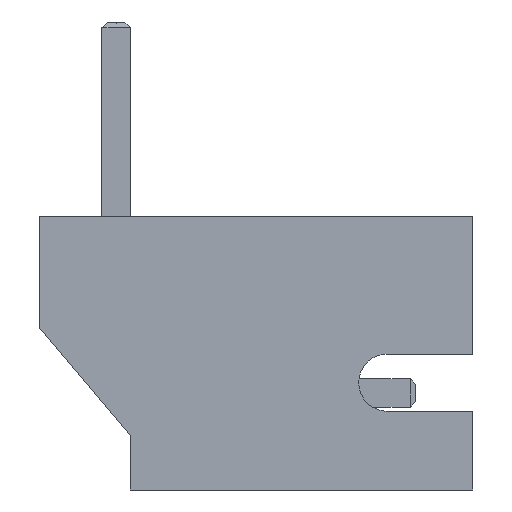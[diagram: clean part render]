
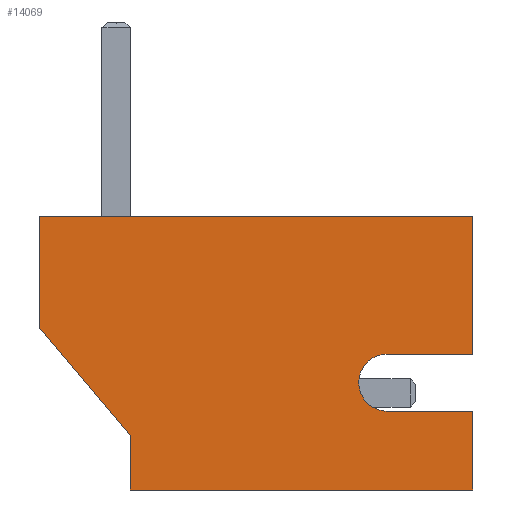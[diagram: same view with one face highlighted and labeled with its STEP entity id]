
A CAD part, left-side view. The second image highlights one B-rep face of the part: STEP entity #14069.
In plain terms, the highlighted planar face has unit normal (-1, 0, 0).
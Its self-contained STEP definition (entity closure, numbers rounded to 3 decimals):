
#451 = CARTESIAN_POINT ( 'NONE',  ( -1.95, 0., 1.35 ) ) ;
#713 = EDGE_CURVE ( 'NONE', #23938, #23983, #14650, .T. ) ;
#728 = DIRECTION ( 'NONE',  ( 0., 1., 0. ) ) ;
#971 = DIRECTION ( 'NONE',  ( 0., 0.765, -0.644 ) ) ;
#1532 = CARTESIAN_POINT ( 'NONE',  ( -1.95, 3.85, -0.25 ) ) ;
#1875 = ORIENTED_EDGE ( 'NONE', *, *, #3054, .F. ) ;
#2182 = EDGE_CURVE ( 'NONE', #11760, #17540, #11168, .T. ) ;
#2209 = FACE_OUTER_BOUND ( 'NONE', #6499, .T. ) ;
#2381 = EDGE_CURVE ( 'NONE', #7560, #13035, #21635, .T. ) ;
#3054 = EDGE_CURVE ( 'NONE', #17540, #7560, #4758, .T. ) ;
#3124 = CARTESIAN_POINT ( 'NONE',  ( -1.95, 2.42, -6.25 ) ) ;
#3532 = CARTESIAN_POINT ( 'NONE',  ( -1.95, 1.95, 1.35 ) ) ;
#3615 = ORIENTED_EDGE ( 'NONE', *, *, #16467, .T. ) ;
#3795 = CARTESIAN_POINT ( 'NONE',  ( -1.95, 4.8, -6.25 ) ) ;
#4272 = DIRECTION ( 'NONE',  ( -1., 0., 0. ) ) ;
#4416 = VECTOR ( 'NONE', #16417, 1000. ) ;
#4575 = ORIENTED_EDGE ( 'NONE', *, *, #18433, .T. ) ;
#4585 = DIRECTION ( 'NONE',  ( 0., 1., 0. ) ) ;
#4758 = LINE ( 'NONE', #19231, #15573 ) ;
#4917 = CARTESIAN_POINT ( 'NONE',  ( -1.95, 0., -6.25 ) ) ;
#5290 = ORIENTED_EDGE ( 'NONE', *, *, #5903, .F. ) ;
#5756 = CARTESIAN_POINT ( 'NONE',  ( -1.95, 4.8, -6.25 ) ) ;
#5826 = CARTESIAN_POINT ( 'NONE',  ( -1.95, 2.42, -6.25 ) ) ;
#5887 = DIRECTION ( 'NONE',  ( 0., 0., 1. ) ) ;
#5903 = EDGE_CURVE ( 'NONE', #23938, #8424, #22293, .T. ) ;
#6088 = ORIENTED_EDGE ( 'NONE', *, *, #2381, .F. ) ;
#6099 = PLANE ( 'NONE',  #22130 ) ;
#6188 = ORIENTED_EDGE ( 'NONE', *, *, #9500, .T. ) ;
#6498 = LINE ( 'NONE', #451, #21326 ) ;
#6499 = EDGE_LOOP ( 'NONE', ( #6088, #1875, #14708, #14085, #5290, #9245, #4575, #6188, #3615, #7071 ) ) ;
#6513 = AXIS2_PLACEMENT_3D ( 'NONE', #18967, #4272, #728 ) ;
#6674 = LINE ( 'NONE', #16300, #4416 ) ;
#6924 = VECTOR ( 'NONE', #23516, 1000. ) ;
#7071 = ORIENTED_EDGE ( 'NONE', *, *, #22686, .F. ) ;
#7077 = CARTESIAN_POINT ( 'NONE',  ( -1.95, 3.42, -6.25 ) ) ;
#7560 = VERTEX_POINT ( 'NONE', #7077 ) ;
#7876 = VERTEX_POINT ( 'NONE', #14761 ) ;
#7926 = VERTEX_POINT ( 'NONE', #1532 ) ;
#8397 = CARTESIAN_POINT ( 'NONE',  ( -1.95, 4.8, -6.25 ) ) ;
#8424 = VERTEX_POINT ( 'NONE', #5826 ) ;
#8609 = CARTESIAN_POINT ( 'NONE',  ( -1.95, 2.42, -4.75 ) ) ;
#9245 = ORIENTED_EDGE ( 'NONE', *, *, #713, .T. ) ;
#9500 = EDGE_CURVE ( 'NONE', #11413, #7926, #13868, .T. ) ;
#10189 = CARTESIAN_POINT ( 'NONE',  ( -1.95, 3.85, -0.25 ) ) ;
#10728 = VECTOR ( 'NONE', #15836, 1000. ) ;
#10982 = DIRECTION ( 'NONE',  ( 0., 1., 0. ) ) ;
#11168 = CIRCLE ( 'NONE', #6513, 0.5 ) ;
#11184 = DIRECTION ( 'NONE',  ( 1., 0., 0. ) ) ;
#11413 = VERTEX_POINT ( 'NONE', #3532 ) ;
#11760 = VERTEX_POINT ( 'NONE', #8609 ) ;
#12729 = CARTESIAN_POINT ( 'NONE',  ( -1.95, 3.42, -4.75 ) ) ;
#12851 = VECTOR ( 'NONE', #971, 1000. ) ;
#13035 = VERTEX_POINT ( 'NONE', #16733 ) ;
#13868 = LINE ( 'NONE', #10189, #12851 ) ;
#14069 = ADVANCED_FACE ( 'NONE', ( #2209 ), #6099, .F. ) ;
#14085 = ORIENTED_EDGE ( 'NONE', *, *, #17516, .F. ) ;
#14650 = LINE ( 'NONE', #15038, #16372 ) ;
#14708 = ORIENTED_EDGE ( 'NONE', *, *, #2182, .F. ) ;
#14761 = CARTESIAN_POINT ( 'NONE',  ( -1.95, 4.8, -0.25 ) ) ;
#15038 = CARTESIAN_POINT ( 'NONE',  ( -1.95, 0., -6.25 ) ) ;
#15476 = DIRECTION ( 'NONE',  ( 0., 0., -1. ) ) ;
#15545 = LINE ( 'NONE', #22928, #21983 ) ;
#15573 = VECTOR ( 'NONE', #15476, 1000. ) ;
#15836 = DIRECTION ( 'NONE',  ( 0., 1., 0. ) ) ;
#16300 = CARTESIAN_POINT ( 'NONE',  ( -1.95, 4.8, -6.25 ) ) ;
#16372 = VECTOR ( 'NONE', #5887, 1000. ) ;
#16417 = DIRECTION ( 'NONE',  ( 0., 0., 1. ) ) ;
#16467 = EDGE_CURVE ( 'NONE', #7926, #7876, #15545, .T. ) ;
#16733 = CARTESIAN_POINT ( 'NONE',  ( -1.95, 4.8, -6.25 ) ) ;
#17516 = EDGE_CURVE ( 'NONE', #8424, #11760, #21601, .T. ) ;
#17540 = VERTEX_POINT ( 'NONE', #12729 ) ;
#18433 = EDGE_CURVE ( 'NONE', #23983, #11413, #6498, .T. ) ;
#18643 = DIRECTION ( 'NONE',  ( 0., -1., 0. ) ) ;
#18967 = CARTESIAN_POINT ( 'NONE',  ( -1.95, 2.92, -4.75 ) ) ;
#19231 = CARTESIAN_POINT ( 'NONE',  ( -1.95, 3.42, -6.25 ) ) ;
#19952 = CARTESIAN_POINT ( 'NONE',  ( -1.95, 0., 1.35 ) ) ;
#21247 = DIRECTION ( 'NONE',  ( 0., 1., 0. ) ) ;
#21326 = VECTOR ( 'NONE', #4585, 1000. ) ;
#21601 = LINE ( 'NONE', #3124, #6924 ) ;
#21635 = LINE ( 'NONE', #8397, #10728 ) ;
#21983 = VECTOR ( 'NONE', #21247, 1000. ) ;
#22130 = AXIS2_PLACEMENT_3D ( 'NONE', #3795, #11184, #18643 ) ;
#22293 = LINE ( 'NONE', #5756, #22350 ) ;
#22350 = VECTOR ( 'NONE', #10982, 1000. ) ;
#22686 = EDGE_CURVE ( 'NONE', #13035, #7876, #6674, .T. ) ;
#22928 = CARTESIAN_POINT ( 'NONE',  ( -1.95, 4.8, -0.25 ) ) ;
#23516 = DIRECTION ( 'NONE',  ( 0., 0., 1. ) ) ;
#23938 = VERTEX_POINT ( 'NONE', #4917 ) ;
#23983 = VERTEX_POINT ( 'NONE', #19952 ) ;
